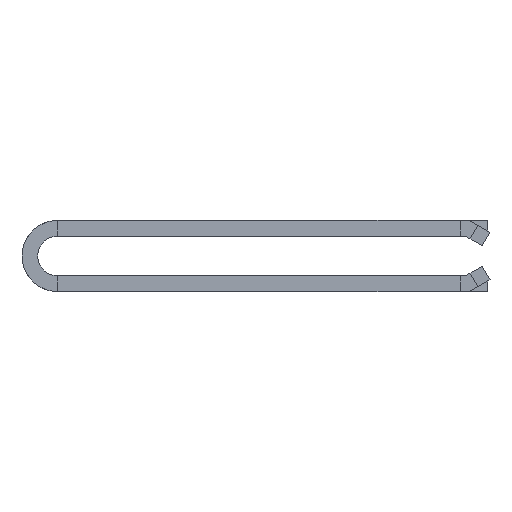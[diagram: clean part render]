
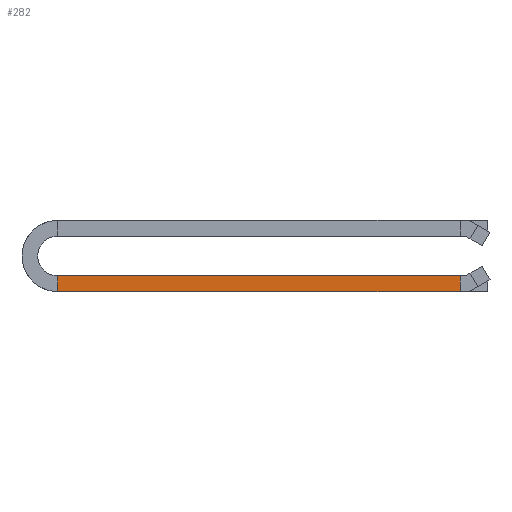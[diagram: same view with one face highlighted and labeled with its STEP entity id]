
A CAD part, left-side view. The second image highlights one B-rep face of the part: STEP entity #282.
In plain terms, the highlighted planar face has unit normal (-1, 0, 0).
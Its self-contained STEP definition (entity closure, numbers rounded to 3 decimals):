
#73 = EDGE_CURVE ( 'NONE', #2609, #2224, #1133, .T. ) ;
#75 = DIRECTION ( 'NONE',  ( 0., -1., 0. ) ) ;
#182 = ORIENTED_EDGE ( 'NONE', *, *, #73, .T. ) ;
#225 = EDGE_CURVE ( 'NONE', #1862, #2418, #357, .T. ) ;
#282 = ADVANCED_FACE ( 'NONE', ( #2144 ), #1288, .T. ) ;
#357 = LINE ( 'NONE', #2638, #1589 ) ;
#431 = CARTESIAN_POINT ( 'NONE',  ( -25., 54.5, 4.5 ) ) ;
#435 = CARTESIAN_POINT ( 'NONE',  ( -25., 54.5, -2.5 ) ) ;
#450 = DIRECTION ( 'NONE',  ( 0., 0., 1. ) ) ;
#523 = ORIENTED_EDGE ( 'NONE', *, *, #225, .T. ) ;
#576 = EDGE_CURVE ( 'NONE', #1862, #2224, #2271, .T. ) ;
#593 = CARTESIAN_POINT ( 'NONE',  ( -25., 3.5, 4.5 ) ) ;
#842 = AXIS2_PLACEMENT_3D ( 'NONE', #431, #867, #450 ) ;
#867 = DIRECTION ( 'NONE',  ( -1., 0., 0. ) ) ;
#903 = CARTESIAN_POINT ( 'NONE',  ( -25., 3.5, -2.5 ) ) ;
#910 = ORIENTED_EDGE ( 'NONE', *, *, #1801, .T. ) ;
#981 = EDGE_LOOP ( 'NONE', ( #910, #182, #1948, #523 ) ) ;
#1052 = DIRECTION ( 'NONE',  ( 0., -1., 0. ) ) ;
#1133 = LINE ( 'NONE', #593, #2635 ) ;
#1139 = CARTESIAN_POINT ( 'NONE',  ( -25., 3.5, -4.5 ) ) ;
#1288 = PLANE ( 'NONE',  #842 ) ;
#1589 = VECTOR ( 'NONE', #2237, 1000. ) ;
#1638 = VECTOR ( 'NONE', #75, 1000. ) ;
#1801 = EDGE_CURVE ( 'NONE', #2418, #2609, #2148, .T. ) ;
#1862 = VERTEX_POINT ( 'NONE', #2362 ) ;
#1948 = ORIENTED_EDGE ( 'NONE', *, *, #576, .F. ) ;
#2018 = CARTESIAN_POINT ( 'NONE',  ( -25., 54.5, -4.5 ) ) ;
#2144 = FACE_OUTER_BOUND ( 'NONE', #981, .T. ) ;
#2148 = LINE ( 'NONE', #2514, #1638 ) ;
#2224 = VERTEX_POINT ( 'NONE', #903 ) ;
#2237 = DIRECTION ( 'NONE',  ( 0., 0., -1. ) ) ;
#2271 = LINE ( 'NONE', #435, #2278 ) ;
#2278 = VECTOR ( 'NONE', #1052, 1000. ) ;
#2362 = CARTESIAN_POINT ( 'NONE',  ( -25., 54.5, -2.5 ) ) ;
#2418 = VERTEX_POINT ( 'NONE', #2018 ) ;
#2514 = CARTESIAN_POINT ( 'NONE',  ( -25., 54.5, -4.5 ) ) ;
#2609 = VERTEX_POINT ( 'NONE', #1139 ) ;
#2618 = DIRECTION ( 'NONE',  ( 0., 0., 1. ) ) ;
#2635 = VECTOR ( 'NONE', #2618, 1000. ) ;
#2638 = CARTESIAN_POINT ( 'NONE',  ( -25., 54.5, -2.5 ) ) ;
